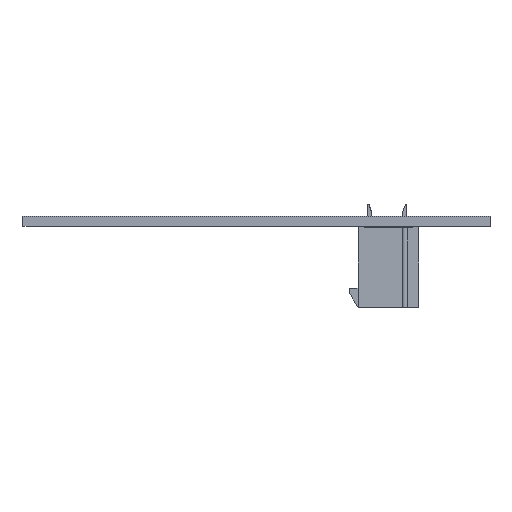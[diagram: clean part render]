
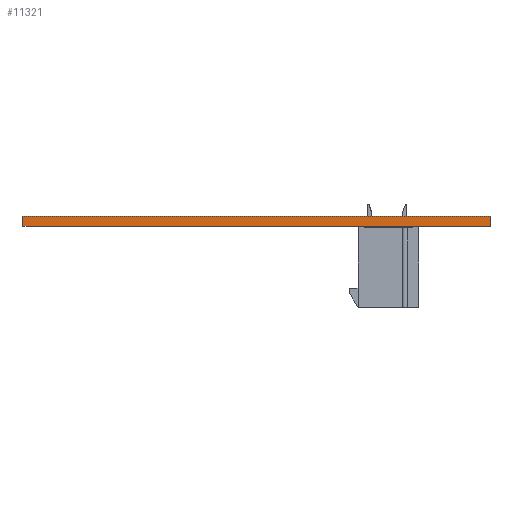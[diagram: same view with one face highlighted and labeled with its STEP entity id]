
A CAD part, left-side view. The second image highlights one B-rep face of the part: STEP entity #11321.
In plain terms, the highlighted planar face has unit normal (-1, -0.007, 0).
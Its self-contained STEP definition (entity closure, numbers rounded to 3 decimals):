
#9204 = PLANE('',#9205);
#9205 = AXIS2_PLACEMENT_3D('',#9206,#9207,#9208);
#9206 = CARTESIAN_POINT('',(157.342,-111.999,1.6));
#9207 = DIRECTION('',(0.,0.,1.));
#9208 = DIRECTION('',(1.,0.,-0.));
#9258 = PLANE('',#9259);
#9259 = AXIS2_PLACEMENT_3D('',#9260,#9261,#9262);
#9260 = CARTESIAN_POINT('',(157.342,-111.999,0.));
#9261 = DIRECTION('',(0.,0.,1.));
#9262 = DIRECTION('',(1.,0.,-0.));
#9389 = PLANE('',#9390);
#9390 = AXIS2_PLACEMENT_3D('',#9391,#9392,#9393);
#9391 = CARTESIAN_POINT('',(152.756,-75.133,0.));
#9392 = DIRECTION('',(-0.002,-1.,0.));
#9393 = DIRECTION('',(-1.,0.002,0.));
#9428 = VERTEX_POINT('',#9429);
#9429 = CARTESIAN_POINT('',(99.06,-75.032,0.));
#9450 = EDGE_CURVE('',#9428,#9451,#9453,.T.);
#9451 = VERTEX_POINT('',#9452);
#9452 = CARTESIAN_POINT('',(99.568,-149.2,0.));
#9453 = SURFACE_CURVE('',#9454,(#9458,#9465),.PCURVE_S1.);
#9454 = LINE('',#9455,#9456);
#9455 = CARTESIAN_POINT('',(99.06,-75.032,0.));
#9456 = VECTOR('',#9457,1.);
#9457 = DIRECTION('',(0.007,-1.,0.));
#9458 = PCURVE('',#9258,#9459);
#9459 = DEFINITIONAL_REPRESENTATION('',(#9460),#9464);
#9460 = LINE('',#9461,#9462);
#9461 = CARTESIAN_POINT('',(-58.282,36.967));
#9462 = VECTOR('',#9463,1.);
#9463 = DIRECTION('',(0.007,-1.));
#9464 = ( GEOMETRIC_REPRESENTATION_CONTEXT(2) 
PARAMETRIC_REPRESENTATION_CONTEXT() REPRESENTATION_CONTEXT('2D SPACE',''
  ) );
#9465 = PCURVE('',#9466,#9471);
#9466 = PLANE('',#9467);
#9467 = AXIS2_PLACEMENT_3D('',#9468,#9469,#9470);
#9468 = CARTESIAN_POINT('',(99.06,-75.032,0.));
#9469 = DIRECTION('',(1.,0.007,-0.));
#9470 = DIRECTION('',(0.007,-1.,0.));
#9471 = DEFINITIONAL_REPRESENTATION('',(#9472),#9476);
#9472 = LINE('',#9473,#9474);
#9473 = CARTESIAN_POINT('',(0.,0.));
#9474 = VECTOR('',#9475,1.);
#9475 = DIRECTION('',(1.,0.));
#9476 = ( GEOMETRIC_REPRESENTATION_CONTEXT(2) 
PARAMETRIC_REPRESENTATION_CONTEXT() REPRESENTATION_CONTEXT('2D SPACE',''
  ) );
#9494 = PLANE('',#9495);
#9495 = AXIS2_PLACEMENT_3D('',#9496,#9497,#9498);
#9496 = CARTESIAN_POINT('',(99.568,-149.2,0.));
#9497 = DIRECTION('',(-0.003,1.,0.));
#9498 = DIRECTION('',(1.,0.003,0.));
#10415 = VERTEX_POINT('',#10416);
#10416 = CARTESIAN_POINT('',(99.06,-75.032,1.6));
#10437 = EDGE_CURVE('',#10415,#10438,#10440,.T.);
#10438 = VERTEX_POINT('',#10439);
#10439 = CARTESIAN_POINT('',(99.568,-149.2,1.6));
#10440 = SURFACE_CURVE('',#10441,(#10445,#10452),.PCURVE_S1.);
#10441 = LINE('',#10442,#10443);
#10442 = CARTESIAN_POINT('',(99.06,-75.032,1.6));
#10443 = VECTOR('',#10444,1.);
#10444 = DIRECTION('',(0.007,-1.,0.));
#10445 = PCURVE('',#9204,#10446);
#10446 = DEFINITIONAL_REPRESENTATION('',(#10447),#10451);
#10447 = LINE('',#10448,#10449);
#10448 = CARTESIAN_POINT('',(-58.282,36.967));
#10449 = VECTOR('',#10450,1.);
#10450 = DIRECTION('',(0.007,-1.));
#10451 = ( GEOMETRIC_REPRESENTATION_CONTEXT(2) 
PARAMETRIC_REPRESENTATION_CONTEXT() REPRESENTATION_CONTEXT('2D SPACE',''
  ) );
#10452 = PCURVE('',#9466,#10453);
#10453 = DEFINITIONAL_REPRESENTATION('',(#10454),#10458);
#10454 = LINE('',#10455,#10456);
#10455 = CARTESIAN_POINT('',(0.,-1.6));
#10456 = VECTOR('',#10457,1.);
#10457 = DIRECTION('',(1.,0.));
#10458 = ( GEOMETRIC_REPRESENTATION_CONTEXT(2) 
PARAMETRIC_REPRESENTATION_CONTEXT() REPRESENTATION_CONTEXT('2D SPACE',''
  ) );
#11273 = EDGE_CURVE('',#9428,#10415,#11274,.T.);
#11274 = SURFACE_CURVE('',#11275,(#11279,#11286),.PCURVE_S1.);
#11275 = LINE('',#11276,#11277);
#11276 = CARTESIAN_POINT('',(99.06,-75.032,0.));
#11277 = VECTOR('',#11278,1.);
#11278 = DIRECTION('',(0.,0.,1.));
#11279 = PCURVE('',#9389,#11280);
#11280 = DEFINITIONAL_REPRESENTATION('',(#11281),#11285);
#11281 = LINE('',#11282,#11283);
#11282 = CARTESIAN_POINT('',(53.696,0.));
#11283 = VECTOR('',#11284,1.);
#11284 = DIRECTION('',(0.,-1.));
#11285 = ( GEOMETRIC_REPRESENTATION_CONTEXT(2) 
PARAMETRIC_REPRESENTATION_CONTEXT() REPRESENTATION_CONTEXT('2D SPACE',''
  ) );
#11286 = PCURVE('',#9466,#11287);
#11287 = DEFINITIONAL_REPRESENTATION('',(#11288),#11292);
#11288 = LINE('',#11289,#11290);
#11289 = CARTESIAN_POINT('',(0.,0.));
#11290 = VECTOR('',#11291,1.);
#11291 = DIRECTION('',(0.,-1.));
#11292 = ( GEOMETRIC_REPRESENTATION_CONTEXT(2) 
PARAMETRIC_REPRESENTATION_CONTEXT() REPRESENTATION_CONTEXT('2D SPACE',''
  ) );
#11321 = ADVANCED_FACE('',(#11322),#9466,.F.);
#11322 = FACE_BOUND('',#11323,.F.);
#11323 = EDGE_LOOP('',(#11324,#11325,#11326,#11347));
#11324 = ORIENTED_EDGE('',*,*,#11273,.T.);
#11325 = ORIENTED_EDGE('',*,*,#10437,.T.);
#11326 = ORIENTED_EDGE('',*,*,#11327,.F.);
#11327 = EDGE_CURVE('',#9451,#10438,#11328,.T.);
#11328 = SURFACE_CURVE('',#11329,(#11333,#11340),.PCURVE_S1.);
#11329 = LINE('',#11330,#11331);
#11330 = CARTESIAN_POINT('',(99.568,-149.2,0.));
#11331 = VECTOR('',#11332,1.);
#11332 = DIRECTION('',(0.,0.,1.));
#11333 = PCURVE('',#9466,#11334);
#11334 = DEFINITIONAL_REPRESENTATION('',(#11335),#11339);
#11335 = LINE('',#11336,#11337);
#11336 = CARTESIAN_POINT('',(74.17,0.));
#11337 = VECTOR('',#11338,1.);
#11338 = DIRECTION('',(0.,-1.));
#11339 = ( GEOMETRIC_REPRESENTATION_CONTEXT(2) 
PARAMETRIC_REPRESENTATION_CONTEXT() REPRESENTATION_CONTEXT('2D SPACE',''
  ) );
#11340 = PCURVE('',#9494,#11341);
#11341 = DEFINITIONAL_REPRESENTATION('',(#11342),#11346);
#11342 = LINE('',#11343,#11344);
#11343 = CARTESIAN_POINT('',(0.,0.));
#11344 = VECTOR('',#11345,1.);
#11345 = DIRECTION('',(0.,-1.));
#11346 = ( GEOMETRIC_REPRESENTATION_CONTEXT(2) 
PARAMETRIC_REPRESENTATION_CONTEXT() REPRESENTATION_CONTEXT('2D SPACE',''
  ) );
#11347 = ORIENTED_EDGE('',*,*,#9450,.F.);
